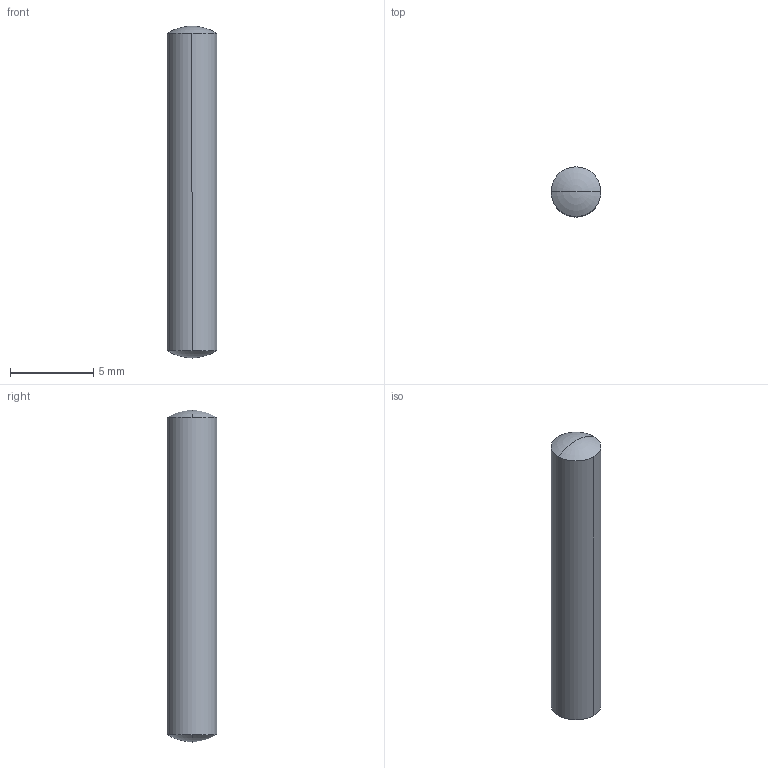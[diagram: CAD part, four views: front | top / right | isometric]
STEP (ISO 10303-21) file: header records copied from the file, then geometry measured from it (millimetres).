
FILE_DESCRIPTION(('STEP AP203'),'1');
FILE_NAME('pin_08940-03x20.stp','2014-04-12T14:24:19',('TraceParts'),('TraceParts S.A.'),'XStep 1.0',' ',' ');
FILE_SCHEMA(('CONFIG_CONTROL_DESIGN'));
Length unit declared in the file: millimetre
Products named in the file (1): 1
Bounding box: 3 x 3 x 20 mm (x, y, z)
Volume: 138.2 mm3; surface area: 195.3 mm2
Topology: 1 solids, 1 shells, 6 faces, 18 edges, 10 vertices
Faces by surface type: torus 4, cylinder 2
Entity records: 230 total; most frequent: DIRECTION 40, CARTESIAN_POINT 31, ORIENTED_EDGE 28, AXIS2_PLACEMENT_3D 19, EDGE_CURVE 14, CIRCLE 12, VERTEX_POINT 10, ADVANCED_FACE 6
